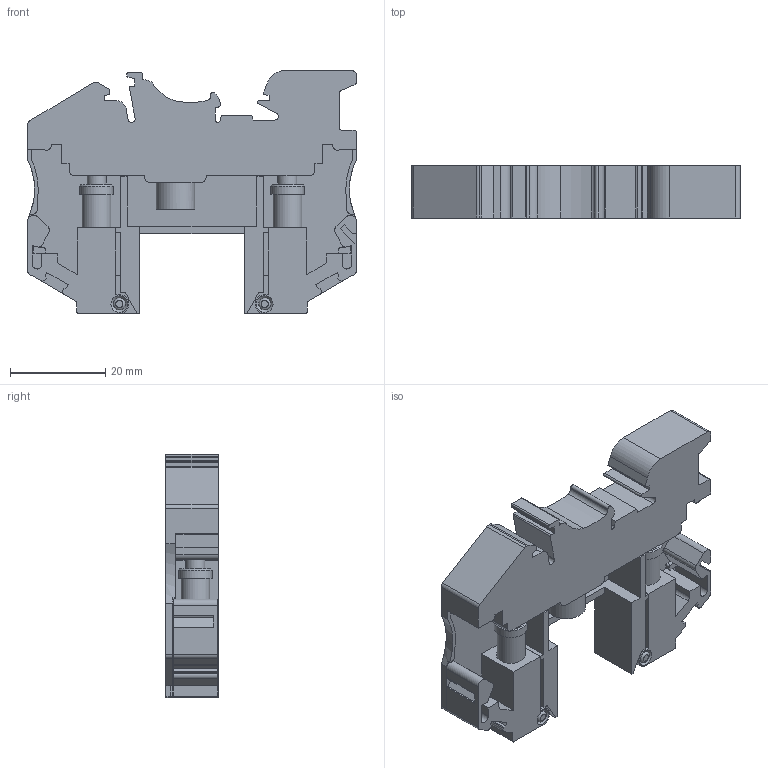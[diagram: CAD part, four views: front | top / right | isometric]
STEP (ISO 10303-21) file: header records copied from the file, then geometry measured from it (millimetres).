
FILE_DESCRIPTION(/* description */ ('Unknown'),/* implementation_level */ '2;1');
FILE_NAME(/* name */ 'OAT6T_3D_SOLID',/* time_stamp */ '2024-10-28T11:44:03+05:00',/* author */ ('Unknown'),/* organization */ ('Unknown'),/* preprocessor_version */ 'ST-DEVELOPER v16.7',/* originating_system */ 'Solid Edge',/* authorisation */ 'Unknown');
FILE_SCHEMA (('AUTOMOTIVE_DESIGN {1 0 10303 214 3 1 1}'));
Length unit declared in the file: millimetre
Products named in the file (1): OAT6T_GY_3D
Bounding box: 69.01 x 11 x 51 mm (x, y, z)
Volume: 20550.9 mm3; surface area: 13204.7 mm2
Topology: 1 solids, 3 shells, 318 faces, 911 edges, 609 vertices
Faces by surface type: plane 203, cylinder 103, cone 10, torus 2
Full cylindrical faces by diameter (mm): 2.5 x4, 3.242 x2, 4 x2, 6 x2, 6.3 x2, 7 x2, 7.1 x1, 8.1 x1
Entity records: 12409 total; most frequent: CARTESIAN_POINT 1817, ORIENTED_EDGE 1732, DIRECTION 1723, EDGE_CURVE 866, LINE 639, VECTOR 639, VERTEX_POINT 592, AXIS2_PLACEMENT_3D 542
